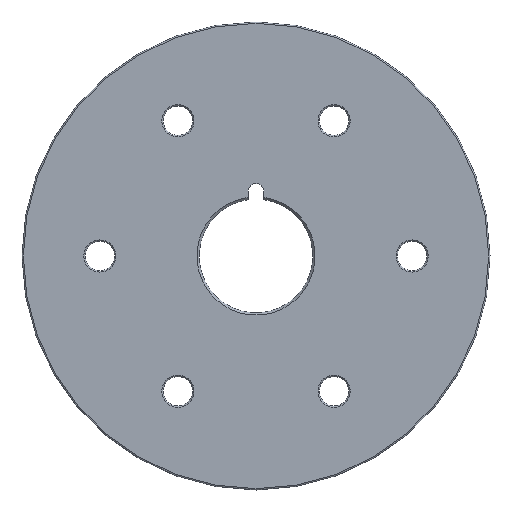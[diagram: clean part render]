
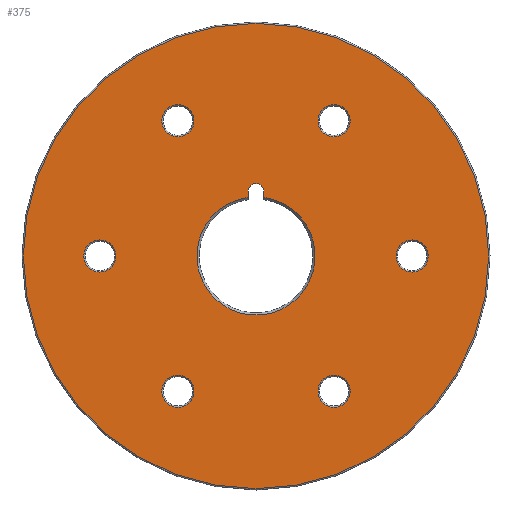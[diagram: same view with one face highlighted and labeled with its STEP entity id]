
A CAD part, front view. The second image highlights one B-rep face of the part: STEP entity #375.
In plain terms, the highlighted planar face has unit normal (0, -1, 0).
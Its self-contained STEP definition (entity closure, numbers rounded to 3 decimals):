
#3 = DIRECTION ( 'NONE',  ( 0., 1., 0. ) ) ;
#9 = AXIS2_PLACEMENT_3D ( 'NONE', #560, #3, #623 ) ;
#23 = ORIENTED_EDGE ( 'NONE', *, *, #450, .T. ) ;
#33 = EDGE_CURVE ( 'NONE', #81, #81, #306, .T. ) ;
#41 = LINE ( 'NONE', #287, #352 ) ;
#42 = CARTESIAN_POINT ( 'NONE',  ( 20.618, -5., 28.511 ) ) ;
#44 = EDGE_CURVE ( 'NONE', #580, #580, #51, .T. ) ;
#47 = CARTESIAN_POINT ( 'NONE',  ( 14.382, -5., -32.111 ) ) ;
#49 = AXIS2_PLACEMENT_3D ( 'NONE', #717, #93, #268 ) ;
#51 = CIRCLE ( 'NONE', #807, 3.6 ) ;
#52 = CARTESIAN_POINT ( 'NONE',  ( -20.618, -5., -28.511 ) ) ;
#53 = CARTESIAN_POINT ( 'NONE',  ( -17.5, -5., 30.311 ) ) ;
#56 = DIRECTION ( 'NONE',  ( 0.866, 0., 0.5 ) ) ;
#77 = ORIENTED_EDGE ( 'NONE', *, *, #512, .T. ) ;
#79 = EDGE_CURVE ( 'NONE', #443, #443, #446, .T. ) ;
#81 = VERTEX_POINT ( 'NONE', #204 ) ;
#85 = DIRECTION ( 'NONE',  ( -0.866, 0., 0.5 ) ) ;
#93 = DIRECTION ( 'NONE',  ( 0., 1., 0. ) ) ;
#97 = CARTESIAN_POINT ( 'NONE',  ( 0., -5., 52.15 ) ) ;
#102 = EDGE_LOOP ( 'NONE', ( #23 ) ) ;
#103 = AXIS2_PLACEMENT_3D ( 'NONE', #654, #724, #783 ) ;
#106 = VERTEX_POINT ( 'NONE', #42 ) ;
#120 = ORIENTED_EDGE ( 'NONE', *, *, #79, .T. ) ;
#126 = VERTEX_POINT ( 'NONE', #695 ) ;
#134 = DIRECTION ( 'NONE',  ( -0.866, 0., -0.5 ) ) ;
#139 = CIRCLE ( 'NONE', #504, 1.75 ) ;
#149 = VERTEX_POINT ( 'NONE', #47 ) ;
#151 = FACE_BOUND ( 'NONE', #672, .T. ) ;
#152 = EDGE_CURVE ( 'NONE', #149, #149, #227, .T. ) ;
#162 = FACE_BOUND ( 'NONE', #782, .T. ) ;
#204 = CARTESIAN_POINT ( 'NONE',  ( -14.382, -5., 32.111 ) ) ;
#215 = CARTESIAN_POINT ( 'NONE',  ( -35., -5., 3.6 ) ) ;
#220 = DIRECTION ( 'NONE',  ( 0., 0., 1. ) ) ;
#223 = DIRECTION ( 'NONE',  ( 0., 0., -1. ) ) ;
#227 = CIRCLE ( 'NONE', #742, 3.6 ) ;
#234 = VERTEX_POINT ( 'NONE', #52 ) ;
#237 = AXIS2_PLACEMENT_3D ( 'NONE', #469, #644, #395 ) ;
#240 = DIRECTION ( 'NONE',  ( 0., 1., 0. ) ) ;
#241 = EDGE_CURVE ( 'NONE', #657, #126, #41, .T. ) ;
#246 = AXIS2_PLACEMENT_3D ( 'NONE', #53, #366, #56 ) ;
#254 = CARTESIAN_POINT ( 'NONE',  ( -1.75, -5., 13.134 ) ) ;
#258 = VECTOR ( 'NONE', #415, 1000. ) ;
#267 = EDGE_LOOP ( 'NONE', ( #665 ) ) ;
#268 = DIRECTION ( 'NONE',  ( 0.866, 0., -0.5 ) ) ;
#270 = DIRECTION ( 'NONE',  ( 0., 1., 0. ) ) ;
#276 = CARTESIAN_POINT ( 'NONE',  ( -1.75, -5., 14.5 ) ) ;
#285 = ORIENTED_EDGE ( 'NONE', *, *, #694, .T. ) ;
#287 = CARTESIAN_POINT ( 'NONE',  ( 1.75, -5., 0. ) ) ;
#296 = EDGE_LOOP ( 'NONE', ( #354 ) ) ;
#306 = CIRCLE ( 'NONE', #246, 3.6 ) ;
#324 = FACE_BOUND ( 'NONE', #441, .T. ) ;
#328 = FACE_OUTER_BOUND ( 'NONE', #267, .T. ) ;
#344 = EDGE_LOOP ( 'NONE', ( #394 ) ) ;
#352 = VECTOR ( 'NONE', #223, 1000. ) ;
#354 = ORIENTED_EDGE ( 'NONE', *, *, #750, .T. ) ;
#357 = VERTEX_POINT ( 'NONE', #97 ) ;
#358 = ORIENTED_EDGE ( 'NONE', *, *, #402, .T. ) ;
#366 = DIRECTION ( 'NONE',  ( 0., 1., 0. ) ) ;
#375 = ADVANCED_FACE ( 'NONE', ( #589, #572, #324, #459, #577, #162, #328, #151 ), #526, .F. ) ;
#389 = ORIENTED_EDGE ( 'NONE', *, *, #33, .T. ) ;
#394 = ORIENTED_EDGE ( 'NONE', *, *, #152, .T. ) ;
#395 = DIRECTION ( 'NONE',  ( 0., 0., 1. ) ) ;
#398 = EDGE_LOOP ( 'NONE', ( #389 ) ) ;
#402 = EDGE_CURVE ( 'NONE', #126, #534, #770, .T. ) ;
#408 = CARTESIAN_POINT ( 'NONE',  ( -1.75, -5., 0. ) ) ;
#415 = DIRECTION ( 'NONE',  ( 0., 0., 1. ) ) ;
#431 = CARTESIAN_POINT ( 'NONE',  ( 1.75, -5., 14.5 ) ) ;
#439 = DIRECTION ( 'NONE',  ( 0., 1., 0. ) ) ;
#441 = EDGE_LOOP ( 'NONE', ( #120 ) ) ;
#443 = VERTEX_POINT ( 'NONE', #699 ) ;
#446 = CIRCLE ( 'NONE', #568, 3.6 ) ;
#450 = EDGE_CURVE ( 'NONE', #106, #106, #583, .T. ) ;
#459 = FACE_BOUND ( 'NONE', #344, .T. ) ;
#461 = CARTESIAN_POINT ( 'NONE',  ( -17.5, -5., -30.311 ) ) ;
#469 = CARTESIAN_POINT ( 'NONE',  ( 13.25, -5., 0. ) ) ;
#473 = LINE ( 'NONE', #408, #258 ) ;
#485 = DIRECTION ( 'NONE',  ( 0., 0., 1. ) ) ;
#504 = AXIS2_PLACEMENT_3D ( 'NONE', #677, #270, #220 ) ;
#512 = EDGE_CURVE ( 'NONE', #534, #712, #473, .T. ) ;
#526 = PLANE ( 'NONE',  #237 ) ;
#534 = VERTEX_POINT ( 'NONE', #254 ) ;
#551 = ORIENTED_EDGE ( 'NONE', *, *, #241, .T. ) ;
#555 = AXIS2_PLACEMENT_3D ( 'NONE', #461, #715, #85 ) ;
#559 = CARTESIAN_POINT ( 'NONE',  ( 35., -5., 0. ) ) ;
#560 = CARTESIAN_POINT ( 'NONE',  ( 0., -5., 0. ) ) ;
#568 = AXIS2_PLACEMENT_3D ( 'NONE', #559, #439, #628 ) ;
#569 = DIRECTION ( 'NONE',  ( 0., 1., 0. ) ) ;
#572 = FACE_BOUND ( 'NONE', #102, .T. ) ;
#577 = FACE_BOUND ( 'NONE', #296, .T. ) ;
#580 = VERTEX_POINT ( 'NONE', #215 ) ;
#583 = CIRCLE ( 'NONE', #49, 3.6 ) ;
#589 = FACE_BOUND ( 'NONE', #398, .T. ) ;
#623 = DIRECTION ( 'NONE',  ( 0., 0., 1. ) ) ;
#628 = DIRECTION ( 'NONE',  ( 0., 0., -1. ) ) ;
#644 = DIRECTION ( 'NONE',  ( 0., 1., 0. ) ) ;
#654 = CARTESIAN_POINT ( 'NONE',  ( 0., -5., 0. ) ) ;
#657 = VERTEX_POINT ( 'NONE', #431 ) ;
#665 = ORIENTED_EDGE ( 'NONE', *, *, #671, .F. ) ;
#671 = EDGE_CURVE ( 'NONE', #357, #357, #754, .T. ) ;
#672 = EDGE_LOOP ( 'NONE', ( #358, #77, #285, #551 ) ) ;
#677 = CARTESIAN_POINT ( 'NONE',  ( 0., -5., 14.5 ) ) ;
#694 = EDGE_CURVE ( 'NONE', #712, #657, #139, .T. ) ;
#695 = CARTESIAN_POINT ( 'NONE',  ( 1.75, -5., 13.134 ) ) ;
#699 = CARTESIAN_POINT ( 'NONE',  ( 35., -5., -3.6 ) ) ;
#712 = VERTEX_POINT ( 'NONE', #276 ) ;
#715 = DIRECTION ( 'NONE',  ( 0., 1., 0. ) ) ;
#717 = CARTESIAN_POINT ( 'NONE',  ( 17.5, -5., 30.311 ) ) ;
#724 = DIRECTION ( 'NONE',  ( 0., 1., 0. ) ) ;
#742 = AXIS2_PLACEMENT_3D ( 'NONE', #749, #569, #134 ) ;
#749 = CARTESIAN_POINT ( 'NONE',  ( 17.5, -5., -30.311 ) ) ;
#750 = EDGE_CURVE ( 'NONE', #234, #234, #786, .T. ) ;
#754 = CIRCLE ( 'NONE', #9, 52.15 ) ;
#770 = CIRCLE ( 'NONE', #103, 13.25 ) ;
#775 = ORIENTED_EDGE ( 'NONE', *, *, #44, .T. ) ;
#782 = EDGE_LOOP ( 'NONE', ( #775 ) ) ;
#783 = DIRECTION ( 'NONE',  ( 0., 0., 1. ) ) ;
#786 = CIRCLE ( 'NONE', #555, 3.6 ) ;
#796 = CARTESIAN_POINT ( 'NONE',  ( -35., -5., 0. ) ) ;
#807 = AXIS2_PLACEMENT_3D ( 'NONE', #796, #240, #485 ) ;
